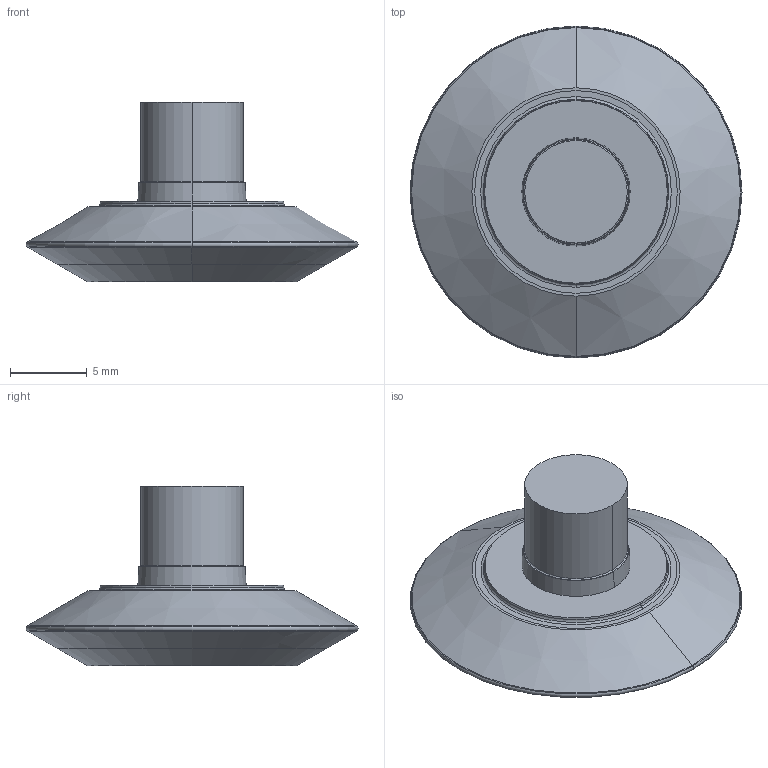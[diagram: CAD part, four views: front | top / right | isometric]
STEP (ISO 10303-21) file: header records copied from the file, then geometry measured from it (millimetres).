
FILE_DESCRIPTION((''),'2;1');
FILE_NAME('17Y21730T8RP60','2015-11-21T',('thielmann'),(''),'PRO/ENGINEER BY PARAMETRIC TECHNOLOGY CORPORATION, 2011490','PRO/ENGINEER BY PARAMETRIC TECHNOLOGY CORPORATION, 2011490','');
FILE_SCHEMA(('AUTOMOTIVE_DESIGN { 1 2 10303 214 0 1 1 1 }'));
Length unit declared in the file: millimetre
Products named in the file (3): NOCUT; CUT; 17Y21730T8RP60
Assembly tree (2 placements, depth 2):
  17Y21730T8RP60
    NOCUT
    CUT
Bounding box: 21.7 x 21.7 x 11.73 mm (x, y, z)
Volume: 1465.2 mm3; surface area: 1372.6 mm2
Topology: 2 solids, 2 shells, 47 faces, 94 edges, 56 vertices
Faces by surface type: cone 22, torus 10, plane 7, cylinder 6, bspline 2
Entity records: 1780 total; most frequent: DIRECTION 276, CARTESIAN_POINT 244, ORIENTED_EDGE 184, AXIS2_PLACEMENT_3D 123, PRESENTATION_STYLE_ASSIGNMENT 101, STYLED_ITEM 101, CURVE_STYLE 99, EDGE_CURVE 92
